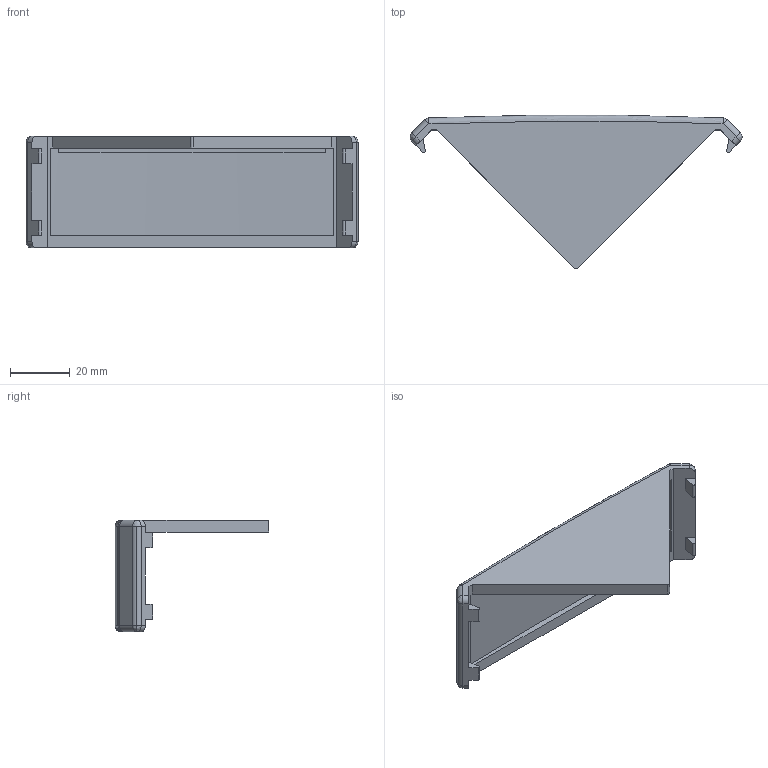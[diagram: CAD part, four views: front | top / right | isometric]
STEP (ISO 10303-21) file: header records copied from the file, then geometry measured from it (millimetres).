
FILE_DESCRIPTION (( 'STEP AP214' ), '1' );
FILE_NAME ('6261235', '2019-01-28T17:10:34', ( '' ), ('JUGARD+KÜNSTNER GmbH'), 'SwSTEP 2.0', 'SolidWorks 2017', '' );
FILE_SCHEMA (( 'AUTOMOTIVE_DESIGN' ));
Length unit declared in the file: millimetre
Products named in the file (1): 6261235
Bounding box: 111.32 x 51.39 x 37.5 mm (x, y, z)
Volume: 23392.3 mm3; surface area: 15034.5 mm2
Topology: 1 solids, 1 shells, 65 faces, 169 edges, 100 vertices
Faces by surface type: plane 30, cylinder 23, bspline 12
Entity records: 2091 total; most frequent: CARTESIAN_POINT 515, ORIENTED_EDGE 326, DIRECTION 325, EDGE_CURVE 163, AXIS2_PLACEMENT_3D 110, VECTOR 105, LINE 105, VERTEX_POINT 100
